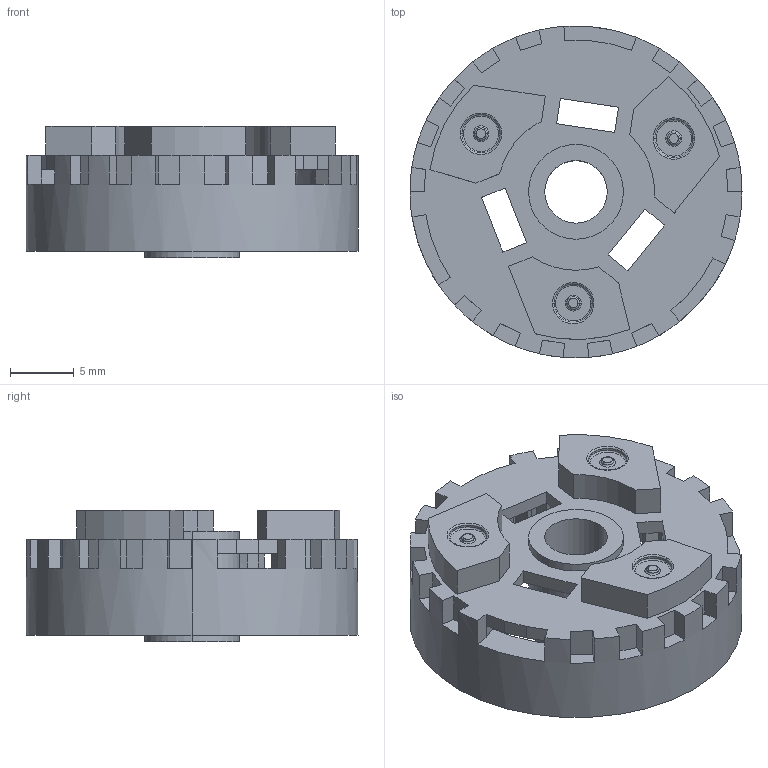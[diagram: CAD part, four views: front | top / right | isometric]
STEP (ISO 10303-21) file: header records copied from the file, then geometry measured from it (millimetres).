
FILE_DESCRIPTION (( 'STEP AP214' ), '1' );
FILE_NAME ('Wheel front inner.STEP', '2024-09-20T13:58:14', ( '' ), ( '' ), 'SwSTEP 2.0', 'SolidWorks 2023', '' );
FILE_SCHEMA (( 'AUTOMOTIVE_DESIGN' ));
Length unit declared in the file: millimetre
Products named in the file (1): Wheel front inner
Bounding box: 26 x 26 x 10.27 mm (x, y, z)
Volume: 1767.9 mm3; surface area: 2962.5 mm2
Topology: 1 solids, 1 shells, 351 faces, 996 edges, 654 vertices
Faces by surface type: plane 299, cylinder 28, torus 24
Entity records: 11307 total; most frequent: CARTESIAN_POINT 2002, ORIENTED_EDGE 1992, DIRECTION 1846, EDGE_CURVE 996, LINE 850, VECTOR 850, VERTEX_POINT 654, AXIS2_PLACEMENT_3D 498
